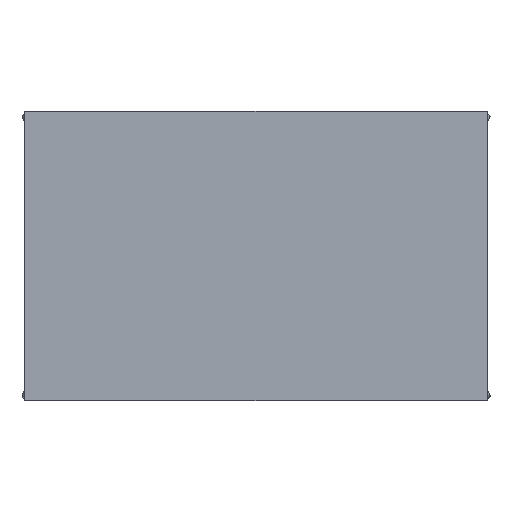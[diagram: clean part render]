
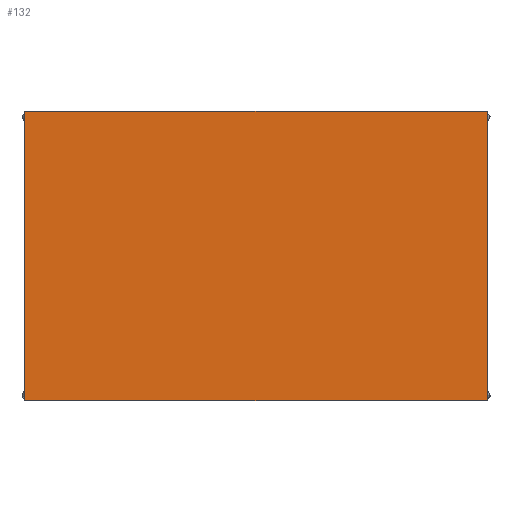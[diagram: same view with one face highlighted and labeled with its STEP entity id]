
A CAD part, top view. The second image highlights one B-rep face of the part: STEP entity #132.
In plain terms, the highlighted planar face has unit normal (0, 0, 1).
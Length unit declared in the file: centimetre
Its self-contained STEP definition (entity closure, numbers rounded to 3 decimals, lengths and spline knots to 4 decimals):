
#132=ADVANCED_FACE($,(#218),#1012,.T.);
#218=FACE_OUTER_BOUND($,#304,.T.);
#304=EDGE_LOOP($,(#402,#403,#404,#405));
#402=ORIENTED_EDGE($,*,*,#733,.F.);
#403=ORIENTED_EDGE($,*,*,#732,.F.);
#404=ORIENTED_EDGE($,*,*,#731,.F.);
#405=ORIENTED_EDGE($,*,*,#730,.F.);
#730=EDGE_CURVE($,#902,#903,#1062,.T.);
#731=EDGE_CURVE($,#903,#904,#1063,.T.);
#732=EDGE_CURVE($,#904,#905,#1064,.T.);
#733=EDGE_CURVE($,#905,#902,#1065,.T.);
#902=VERTEX_POINT($,#1392);
#903=VERTEX_POINT($,#1393);
#904=VERTEX_POINT($,#1394);
#905=VERTEX_POINT($,#1395);
#1012=PLANE($,#1248);
#1062=B_SPLINE_CURVE_WITH_KNOTS($,1,(#1356,#1357),.UNSPECIFIED.,.F.,.F.,
(2,2),(0.,90.),.UNSPECIFIED.);
#1063=B_SPLINE_CURVE_WITH_KNOTS($,1,(#1358,#1359),.UNSPECIFIED.,.F.,.F.,
(2,2),(0.,200.),.UNSPECIFIED.);
#1064=B_SPLINE_CURVE_WITH_KNOTS($,1,(#1360,#1361),.UNSPECIFIED.,.F.,.F.,
(2,2),(0.,90.),.UNSPECIFIED.);
#1065=B_SPLINE_CURVE_WITH_KNOTS($,1,(#1362,#1363),.UNSPECIFIED.,.F.,.F.,
(2,2),(0.,200.),.UNSPECIFIED.);
#1248=AXIS2_PLACEMENT_3D($,#1390,#1303,$);
#1303=DIRECTION($,(0.,0.,1.));
#1356=CARTESIAN_POINT($,(0.,-0.5,75.95));
#1357=CARTESIAN_POINT($,(0.,99.5,75.95));
#1358=CARTESIAN_POINT($,(0.,99.5,75.95));
#1359=CARTESIAN_POINT($,(160.,99.5,75.95));
#1360=CARTESIAN_POINT($,(160.,99.5,75.95));
#1361=CARTESIAN_POINT($,(160.,-0.5,75.95));
#1362=CARTESIAN_POINT($,(160.,-0.5,75.95));
#1363=CARTESIAN_POINT($,(0.,-0.5,75.95));
#1390=CARTESIAN_POINT($,(160.,-0.5,75.95));
#1392=CARTESIAN_POINT($,(0.,-0.5,75.95));
#1393=CARTESIAN_POINT($,(0.,99.5,75.95));
#1394=CARTESIAN_POINT($,(160.,99.5,75.95));
#1395=CARTESIAN_POINT($,(160.,-0.5,75.95));
